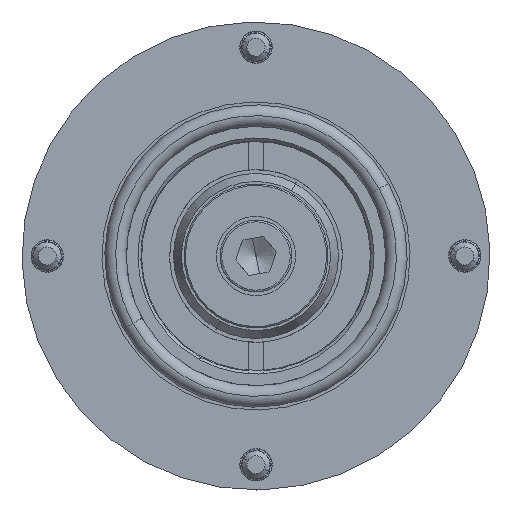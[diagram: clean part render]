
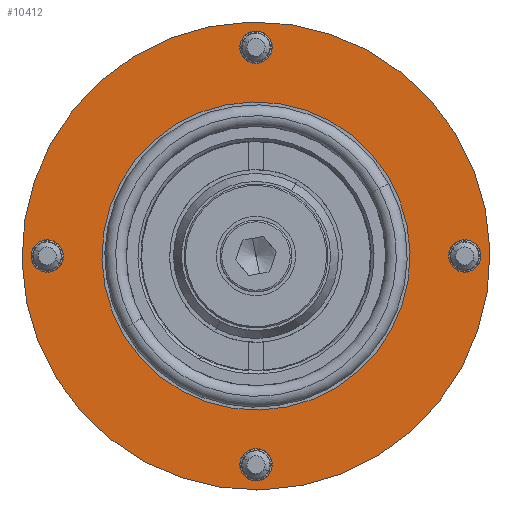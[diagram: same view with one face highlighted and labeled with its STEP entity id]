
A CAD part, front view. The second image highlights one B-rep face of the part: STEP entity #10412.
In plain terms, the highlighted face is planar.
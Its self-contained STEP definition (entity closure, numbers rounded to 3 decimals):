
#9762=CARTESIAN_POINT('Vertex',(0.,27.025,-1.079)) ;
#9767=CARTESIAN_POINT('Axis2P3D Location',(0.,29.,0.)) ;
#9771=CARTESIAN_POINT('Vertex',(0.,30.975,1.079)) ;
#9793=CARTESIAN_POINT('Axis2P3D Location',(0.,29.,0.)) ;
#9828=CARTESIAN_POINT('Vertex',(0.,-15.581,-28.521)) ;
#9831=CARTESIAN_POINT('Axis2P3D Location',(0.,0.,0.)) ;
#9835=CARTESIAN_POINT('Vertex',(0.,15.581,28.521)) ;
#9855=CARTESIAN_POINT('Axis2P3D Location',(0.,0.,0.)) ;
#9872=CARTESIAN_POINT('Axis2P3D Location',(0.,0.,0.)) ;
#9876=CARTESIAN_POINT('Vertex',(0.,10.26,18.78)) ;
#9878=CARTESIAN_POINT('Vertex',(0.,-10.26,-18.78)) ;
#9907=CARTESIAN_POINT('Axis2P3D Location',(0.,0.,0.)) ;
#10341=CARTESIAN_POINT('Axis2P3D Location',(0.,0.,32.5)) ;
#10358=CARTESIAN_POINT('Axis2P3D Location',(0.,0.,-29.)) ;
#10362=CARTESIAN_POINT('Vertex',(0.,1.079,-30.975)) ;
#10364=CARTESIAN_POINT('Vertex',(0.,-1.079,-27.025)) ;
#10367=CARTESIAN_POINT('Axis2P3D Location',(0.,0.,-29.)) ;
#10376=CARTESIAN_POINT('Axis2P3D Location',(0.,-29.,0.)) ;
#10380=CARTESIAN_POINT('Vertex',(0.,-30.975,-1.079)) ;
#10382=CARTESIAN_POINT('Vertex',(0.,-27.025,1.079)) ;
#10385=CARTESIAN_POINT('Axis2P3D Location',(0.,-29.,0.)) ;
#10394=CARTESIAN_POINT('Axis2P3D Location',(0.,0.,29.)) ;
#10398=CARTESIAN_POINT('Vertex',(0.,-1.079,30.975)) ;
#10400=CARTESIAN_POINT('Vertex',(0.,1.079,27.025)) ;
#10403=CARTESIAN_POINT('Axis2P3D Location',(0.,0.,29.)) ;
#9768=DIRECTION('Axis2P3D Direction',(1.,0.,-0.)) ;
#9794=DIRECTION('Axis2P3D Direction',(1.,0.,-0.)) ;
#9832=DIRECTION('Axis2P3D Direction',(-1.,0.,0.)) ;
#9856=DIRECTION('Axis2P3D Direction',(-1.,0.,0.)) ;
#9873=DIRECTION('Axis2P3D Direction',(-1.,0.,0.)) ;
#9908=DIRECTION('Axis2P3D Direction',(-1.,0.,0.)) ;
#10342=DIRECTION('Axis2P3D Direction',(-1.,0.,0.)) ;
#10343=DIRECTION('Axis2P3D XDirection',(0.,1.,0.)) ;
#10359=DIRECTION('Axis2P3D Direction',(-1.,0.,0.)) ;
#10368=DIRECTION('Axis2P3D Direction',(-1.,0.,0.)) ;
#10377=DIRECTION('Axis2P3D Direction',(-1.,0.,0.)) ;
#10386=DIRECTION('Axis2P3D Direction',(-1.,0.,0.)) ;
#10395=DIRECTION('Axis2P3D Direction',(-1.,0.,0.)) ;
#10404=DIRECTION('Axis2P3D Direction',(-1.,0.,0.)) ;
#9769=AXIS2_PLACEMENT_3D('Circle Axis2P3D',#9767,#9768,$) ;
#9795=AXIS2_PLACEMENT_3D('Circle Axis2P3D',#9793,#9794,$) ;
#9833=AXIS2_PLACEMENT_3D('Circle Axis2P3D',#9831,#9832,$) ;
#9857=AXIS2_PLACEMENT_3D('Circle Axis2P3D',#9855,#9856,$) ;
#9874=AXIS2_PLACEMENT_3D('Circle Axis2P3D',#9872,#9873,$) ;
#9909=AXIS2_PLACEMENT_3D('Circle Axis2P3D',#9907,#9908,$) ;
#10344=AXIS2_PLACEMENT_3D('Plane Axis2P3D',#10341,#10342,#10343) ;
#10360=AXIS2_PLACEMENT_3D('Circle Axis2P3D',#10358,#10359,$) ;
#10369=AXIS2_PLACEMENT_3D('Circle Axis2P3D',#10367,#10368,$) ;
#10378=AXIS2_PLACEMENT_3D('Circle Axis2P3D',#10376,#10377,$) ;
#10387=AXIS2_PLACEMENT_3D('Circle Axis2P3D',#10385,#10386,$) ;
#10396=AXIS2_PLACEMENT_3D('Circle Axis2P3D',#10394,#10395,$) ;
#10405=AXIS2_PLACEMENT_3D('Circle Axis2P3D',#10403,#10404,$) ;
#10347=ORIENTED_EDGE('',*,*,#9859,.F.) ;
#10348=ORIENTED_EDGE('',*,*,#9837,.F.) ;
#10351=ORIENTED_EDGE('',*,*,#9773,.T.) ;
#10352=ORIENTED_EDGE('',*,*,#9797,.T.) ;
#10355=ORIENTED_EDGE('',*,*,#9911,.T.) ;
#10356=ORIENTED_EDGE('',*,*,#9880,.T.) ;
#10373=ORIENTED_EDGE('',*,*,#10366,.T.) ;
#10374=ORIENTED_EDGE('',*,*,#10371,.T.) ;
#10391=ORIENTED_EDGE('',*,*,#10384,.T.) ;
#10392=ORIENTED_EDGE('',*,*,#10389,.T.) ;
#10409=ORIENTED_EDGE('',*,*,#10402,.T.) ;
#10410=ORIENTED_EDGE('',*,*,#10407,.T.) ;
#10353=FACE_BOUND('',#10350,.T.) ;
#10357=FACE_BOUND('',#10354,.T.) ;
#10375=FACE_BOUND('',#10372,.T.) ;
#10393=FACE_BOUND('',#10390,.T.) ;
#10411=FACE_BOUND('',#10408,.T.) ;
#10412=ADVANCED_FACE('Hauptk\X2\00F6\X0\rper',(#10349,#10353,#10357,#10375,#10393,#10411),#10345,.F.) ;
#9770=CIRCLE('generated circle',#9769,2.25) ;
#9796=CIRCLE('generated circle',#9795,2.25) ;
#9834=CIRCLE('generated circle',#9833,32.5) ;
#9858=CIRCLE('generated circle',#9857,32.5) ;
#9875=CIRCLE('generated circle',#9874,21.4) ;
#9910=CIRCLE('generated circle',#9909,21.4) ;
#10361=CIRCLE('generated circle',#10360,2.25) ;
#10370=CIRCLE('generated circle',#10369,2.25) ;
#10379=CIRCLE('generated circle',#10378,2.25) ;
#10388=CIRCLE('generated circle',#10387,2.25) ;
#10397=CIRCLE('generated circle',#10396,2.25) ;
#10406=CIRCLE('generated circle',#10405,2.25) ;
#9773=EDGE_CURVE('',#9772,#9763,#9770,.F.) ;
#9797=EDGE_CURVE('',#9763,#9772,#9796,.F.) ;
#9837=EDGE_CURVE('',#9829,#9836,#9834,.T.) ;
#9859=EDGE_CURVE('',#9836,#9829,#9858,.T.) ;
#9880=EDGE_CURVE('',#9877,#9879,#9875,.T.) ;
#9911=EDGE_CURVE('',#9879,#9877,#9910,.T.) ;
#10366=EDGE_CURVE('',#10363,#10365,#10361,.T.) ;
#10371=EDGE_CURVE('',#10365,#10363,#10370,.T.) ;
#10384=EDGE_CURVE('',#10381,#10383,#10379,.T.) ;
#10389=EDGE_CURVE('',#10383,#10381,#10388,.T.) ;
#10402=EDGE_CURVE('',#10399,#10401,#10397,.T.) ;
#10407=EDGE_CURVE('',#10401,#10399,#10406,.T.) ;
#10346=EDGE_LOOP('',(#10347,#10348)) ;
#10350=EDGE_LOOP('',(#10351,#10352)) ;
#10354=EDGE_LOOP('',(#10355,#10356)) ;
#10372=EDGE_LOOP('',(#10373,#10374)) ;
#10390=EDGE_LOOP('',(#10391,#10392)) ;
#10408=EDGE_LOOP('',(#10409,#10410)) ;
#10349=FACE_OUTER_BOUND('',#10346,.T.) ;
#10345=PLANE('Plane',#10344) ;
#9763=VERTEX_POINT('',#9762) ;
#9772=VERTEX_POINT('',#9771) ;
#9829=VERTEX_POINT('',#9828) ;
#9836=VERTEX_POINT('',#9835) ;
#9877=VERTEX_POINT('',#9876) ;
#9879=VERTEX_POINT('',#9878) ;
#10363=VERTEX_POINT('',#10362) ;
#10365=VERTEX_POINT('',#10364) ;
#10381=VERTEX_POINT('',#10380) ;
#10383=VERTEX_POINT('',#10382) ;
#10399=VERTEX_POINT('',#10398) ;
#10401=VERTEX_POINT('',#10400) ;
